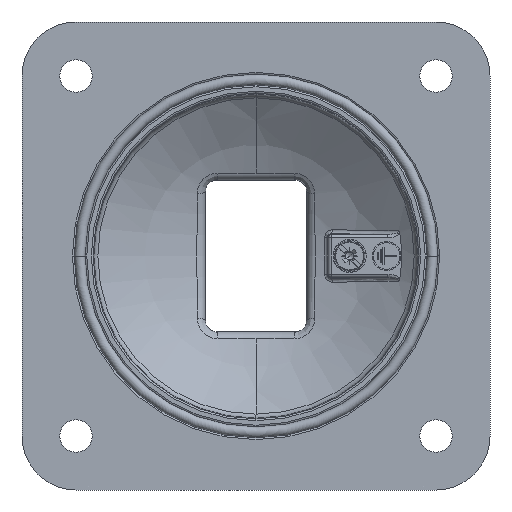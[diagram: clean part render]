
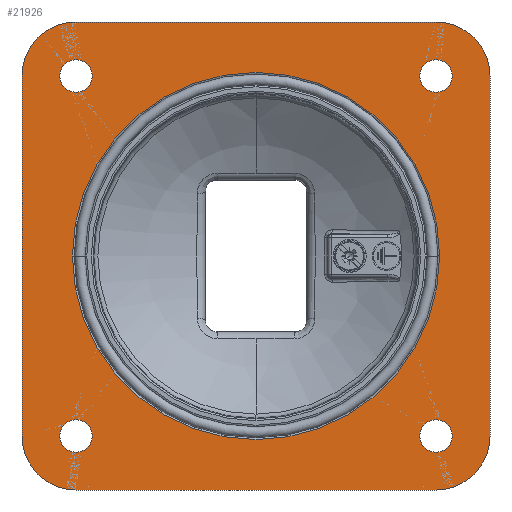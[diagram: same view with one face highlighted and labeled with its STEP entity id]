
A CAD part, front view. The second image highlights one B-rep face of the part: STEP entity #21926.
In plain terms, the highlighted planar face has unit normal (0, -1, 0).
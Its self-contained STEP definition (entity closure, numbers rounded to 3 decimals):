
#12759=CARTESIAN_POINT('',(-50.,0.,50.));
#12760=DIRECTION('',(0.,1.,0.));
#12761=DIRECTION('',(0.,0.,-1.));
#12762=AXIS2_PLACEMENT_3D('',#12759,#12760,#12761);
#12767=CARTESIAN_POINT('',(-50.,0.,50.));
#12768=DIRECTION('',(0.,1.,0.));
#12769=DIRECTION('',(0.,0.,1.));
#12770=AXIS2_PLACEMENT_3D('',#12767,#12768,#12769);
#12775=CARTESIAN_POINT('',(50.,0.,-50.));
#12776=DIRECTION('',(0.,1.,0.));
#12777=DIRECTION('',(0.,0.,-1.));
#12778=AXIS2_PLACEMENT_3D('',#12775,#12776,#12777);
#12783=CARTESIAN_POINT('',(50.,0.,-50.));
#12784=DIRECTION('',(0.,1.,0.));
#12785=DIRECTION('',(0.,0.,1.));
#12786=AXIS2_PLACEMENT_3D('',#12783,#12784,#12785);
#12791=CARTESIAN_POINT('',(50.,0.,50.));
#12792=DIRECTION('',(0.,1.,0.));
#12793=DIRECTION('',(0.,0.,-1.));
#12794=AXIS2_PLACEMENT_3D('',#12791,#12792,#12793);
#12799=CARTESIAN_POINT('',(50.,0.,50.));
#12800=DIRECTION('',(0.,1.,0.));
#12801=DIRECTION('',(0.,0.,1.));
#12802=AXIS2_PLACEMENT_3D('',#12799,#12800,#12801);
#12807=CARTESIAN_POINT('',(-50.,0.,-50.));
#12808=DIRECTION('',(0.,1.,0.));
#12809=DIRECTION('',(0.,0.,-1.));
#12810=AXIS2_PLACEMENT_3D('',#12807,#12808,#12809);
#12815=CARTESIAN_POINT('',(-50.,0.,-50.));
#12816=DIRECTION('',(0.,1.,0.));
#12817=DIRECTION('',(0.,0.,1.));
#12818=AXIS2_PLACEMENT_3D('',#12815,#12816,#12817);
#12823=CARTESIAN_POINT('',(50.,0.,-50.));
#12824=DIRECTION('',(0.,-1.,0.));
#12825=DIRECTION('',(0.,0.,-1.));
#12826=AXIS2_PLACEMENT_3D('',#12823,#12824,#12825);
#12831=DIRECTION('',(-1.,0.,0.));
#12832=VECTOR('',#12831,100.);
#12833=CARTESIAN_POINT('',(50.,0.,-65.));
#12834=LINE('',#12833,#12832);
#12838=CARTESIAN_POINT('',(-50.,0.,-50.));
#12839=DIRECTION('',(0.,-1.,0.));
#12840=DIRECTION('',(-1.,0.,0.));
#12841=AXIS2_PLACEMENT_3D('',#12838,#12839,#12840);
#12846=DIRECTION('',(0.,0.,1.));
#12847=VECTOR('',#12846,100.);
#12848=CARTESIAN_POINT('',(-65.,0.,-50.));
#12849=LINE('',#12848,#12847);
#12853=CARTESIAN_POINT('',(-50.,0.,50.));
#12854=DIRECTION('',(0.,-1.,0.));
#12855=DIRECTION('',(0.,0.,1.));
#12856=AXIS2_PLACEMENT_3D('',#12853,#12854,#12855);
#12861=DIRECTION('',(1.,0.,0.));
#12862=VECTOR('',#12861,100.);
#12863=CARTESIAN_POINT('',(-50.,0.,65.));
#12864=LINE('',#12863,#12862);
#12868=CARTESIAN_POINT('',(50.,0.,50.));
#12869=DIRECTION('',(0.,-1.,0.));
#12870=DIRECTION('',(1.,0.,0.));
#12871=AXIS2_PLACEMENT_3D('',#12868,#12869,#12870);
#12876=DIRECTION('',(0.,0.,-1.));
#12877=VECTOR('',#12876,100.);
#12878=CARTESIAN_POINT('',(65.,0.,50.));
#12879=LINE('',#12878,#12877);
#12883=CARTESIAN_POINT('',(0.,0.,0.));
#12884=DIRECTION('',(0.,1.,0.));
#12885=DIRECTION('',(1.,0.,0.));
#12886=AXIS2_PLACEMENT_3D('',#12883,#12884,#12885);
#12891=CARTESIAN_POINT('',(0.,0.,0.));
#12892=DIRECTION('',(0.,1.,0.));
#12893=DIRECTION('',(-1.,0.,0.));
#12894=AXIS2_PLACEMENT_3D('',#12891,#12892,#12893);
#21003=CARTESIAN_POINT('',(-50.,0.,45.5));
#21004=CARTESIAN_POINT('',(-50.,0.,54.5));
#21005=VERTEX_POINT('',#21003);
#21006=VERTEX_POINT('',#21004);
#21015=CARTESIAN_POINT('',(50.,0.,45.5));
#21016=CARTESIAN_POINT('',(50.,0.,54.5));
#21017=VERTEX_POINT('',#21015);
#21018=VERTEX_POINT('',#21016);
#21027=CARTESIAN_POINT('',(-50.,0.,-54.5));
#21028=CARTESIAN_POINT('',(-50.,0.,-45.5));
#21029=VERTEX_POINT('',#21027);
#21030=VERTEX_POINT('',#21028);
#21035=CARTESIAN_POINT('',(50.,0.,-65.));
#21036=CARTESIAN_POINT('',(65.,0.,-50.));
#21037=VERTEX_POINT('',#21035);
#21038=VERTEX_POINT('',#21036);
#21039=CARTESIAN_POINT('',(65.,0.,50.));
#21040=CARTESIAN_POINT('',(50.,0.,65.));
#21041=VERTEX_POINT('',#21039);
#21042=VERTEX_POINT('',#21040);
#21043=CARTESIAN_POINT('',(-65.,0.,-50.));
#21044=CARTESIAN_POINT('',(-50.,0.,-65.));
#21045=VERTEX_POINT('',#21043);
#21046=VERTEX_POINT('',#21044);
#21047=CARTESIAN_POINT('',(-50.,0.,65.));
#21048=CARTESIAN_POINT('',(-65.,0.,50.));
#21049=VERTEX_POINT('',#21047);
#21050=VERTEX_POINT('',#21048);
#21107=CARTESIAN_POINT('',(51.,0.,0.));
#21108=CARTESIAN_POINT('',(-51.,0.,0.));
#21109=VERTEX_POINT('',#21107);
#21110=VERTEX_POINT('',#21108);
#21857=CARTESIAN_POINT('',(50.,0.,-54.5));
#21858=CARTESIAN_POINT('',(50.,0.,-45.5));
#21859=VERTEX_POINT('',#21857);
#21860=VERTEX_POINT('',#21858);
#21873=CARTESIAN_POINT('',(0.,0.,0.));
#21874=DIRECTION('',(0.,1.,0.));
#21875=DIRECTION('',(1.,0.,0.));
#21876=AXIS2_PLACEMENT_3D('',#21873,#21874,#21875);
#21877=PLANE('',#21876);
#21879=ORIENTED_EDGE('',*,*,#21878,.F.);
#21881=ORIENTED_EDGE('',*,*,#21880,.T.);
#21883=ORIENTED_EDGE('',*,*,#21882,.F.);
#21885=ORIENTED_EDGE('',*,*,#21884,.T.);
#21887=ORIENTED_EDGE('',*,*,#21886,.F.);
#21889=ORIENTED_EDGE('',*,*,#21888,.T.);
#21891=ORIENTED_EDGE('',*,*,#21890,.F.);
#21893=ORIENTED_EDGE('',*,*,#21892,.T.);
#21894=EDGE_LOOP('',(#21879,#21881,#21883,#21885,#21887,#21889,#21891,#21893));
#21895=FACE_OUTER_BOUND('',#21894,.F.);
#21897=ORIENTED_EDGE('',*,*,#21896,.F.);
#21899=ORIENTED_EDGE('',*,*,#21898,.F.);
#21900=EDGE_LOOP('',(#21897,#21899));
#21901=FACE_BOUND('',#21900,.F.);
#21903=ORIENTED_EDGE('',*,*,#21902,.F.);
#21905=ORIENTED_EDGE('',*,*,#21904,.F.);
#21906=EDGE_LOOP('',(#21903,#21905));
#21907=FACE_BOUND('',#21906,.F.);
#21909=ORIENTED_EDGE('',*,*,#21908,.F.);
#21911=ORIENTED_EDGE('',*,*,#21910,.F.);
#21912=EDGE_LOOP('',(#21909,#21911));
#21913=FACE_BOUND('',#21912,.F.);
#21915=ORIENTED_EDGE('',*,*,#21914,.F.);
#21917=ORIENTED_EDGE('',*,*,#21916,.F.);
#21918=EDGE_LOOP('',(#21915,#21917));
#21919=FACE_BOUND('',#21918,.F.);
#21921=ORIENTED_EDGE('',*,*,#21920,.F.);
#21923=ORIENTED_EDGE('',*,*,#21922,.F.);
#21924=EDGE_LOOP('',(#21921,#21923));
#21925=FACE_BOUND('',#21924,.F.);
#12763=CIRCLE('',#12762,4.5);
#12771=CIRCLE('',#12770,4.5);
#12779=CIRCLE('',#12778,4.5);
#12787=CIRCLE('',#12786,4.5);
#12795=CIRCLE('',#12794,4.5);
#12803=CIRCLE('',#12802,4.5);
#12811=CIRCLE('',#12810,4.5);
#12819=CIRCLE('',#12818,4.5);
#12827=CIRCLE('',#12826,15.);
#12842=CIRCLE('',#12841,15.);
#12857=CIRCLE('',#12856,15.);
#12872=CIRCLE('',#12871,15.);
#12887=CIRCLE('',#12886,51.);
#12895=CIRCLE('',#12894,51.);
#21878=EDGE_CURVE('',#21037,#21038,#12827,.T.);
#21880=EDGE_CURVE('',#21037,#21046,#12834,.T.);
#21882=EDGE_CURVE('',#21045,#21046,#12842,.T.);
#21884=EDGE_CURVE('',#21045,#21050,#12849,.T.);
#21886=EDGE_CURVE('',#21049,#21050,#12857,.T.);
#21888=EDGE_CURVE('',#21049,#21042,#12864,.T.);
#21890=EDGE_CURVE('',#21041,#21042,#12872,.T.);
#21892=EDGE_CURVE('',#21041,#21038,#12879,.T.);
#21896=EDGE_CURVE('',#21005,#21006,#12763,.T.);
#21898=EDGE_CURVE('',#21006,#21005,#12771,.T.);
#21902=EDGE_CURVE('',#21859,#21860,#12779,.T.);
#21904=EDGE_CURVE('',#21860,#21859,#12787,.T.);
#21908=EDGE_CURVE('',#21017,#21018,#12795,.T.);
#21910=EDGE_CURVE('',#21018,#21017,#12803,.T.);
#21914=EDGE_CURVE('',#21029,#21030,#12811,.T.);
#21916=EDGE_CURVE('',#21030,#21029,#12819,.T.);
#21920=EDGE_CURVE('',#21109,#21110,#12887,.T.);
#21922=EDGE_CURVE('',#21110,#21109,#12895,.T.);
#21926=ADVANCED_FACE('',(#21895,#21901,#21907,#21913,#21919,#21925),#21877,.F.);
